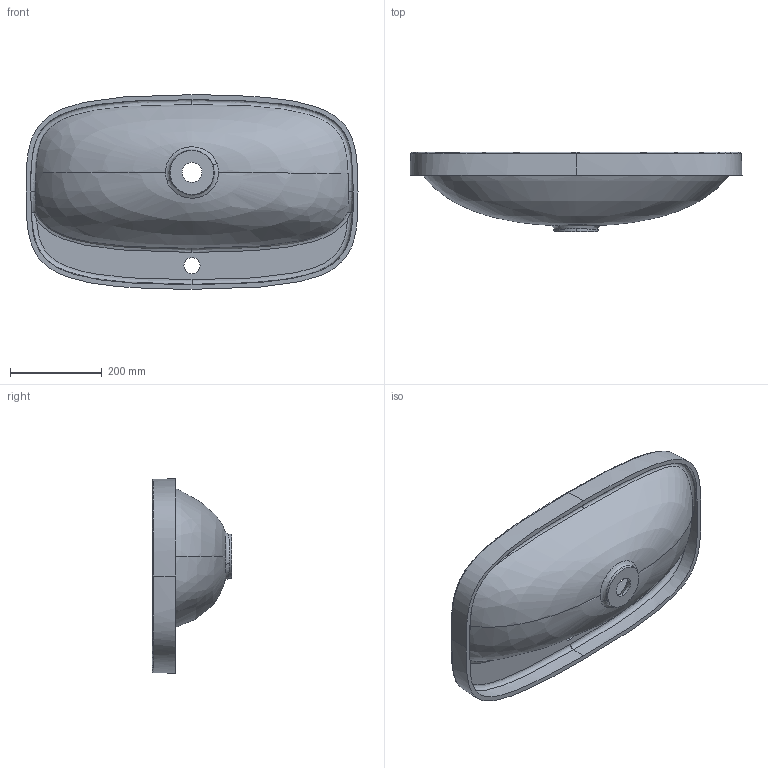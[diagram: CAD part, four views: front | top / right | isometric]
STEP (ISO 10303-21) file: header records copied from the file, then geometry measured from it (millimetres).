
FILE_DESCRIPTION (( 'STEP AP214' ), '1' );
FILE_NAME ('molle.STEP', '2021-08-09T09:56:14', ( '' ), ( '' ), 'SwSTEP 2.0', 'SolidWorks 2020', '' );
FILE_SCHEMA (( 'AUTOMOTIVE_DESIGN' ));
Length unit declared in the file: millimetre
Products named in the file (1): molle
Bounding box: 725 x 173 x 425 mm (x, y, z)
Volume: 4660953.2 mm3; surface area: 875346.9 mm2
Topology: 1 solids, 1 shells, 43 faces, 108 edges, 69 vertices
Faces by surface type: bspline 30, cone 6, plane 5, cylinder 2
Entity records: 19683 total; most frequent: CARTESIAN_POINT 18837, ORIENTED_EDGE 216, EDGE_CURVE 108, DIRECTION 90, B_SPLINE_CURVE_WITH_KNOTS 71, VERTEX_POINT 69, EDGE_LOOP 49, ADVANCED_FACE 43
